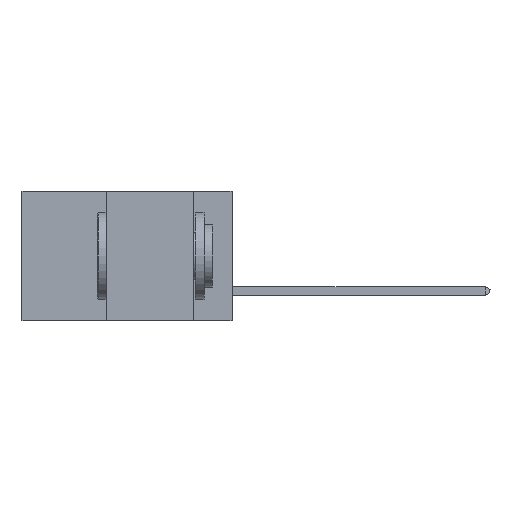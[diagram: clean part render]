
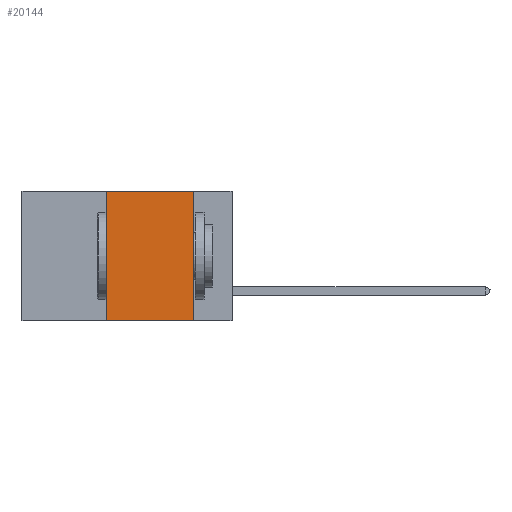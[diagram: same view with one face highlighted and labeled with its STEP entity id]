
A CAD part, left-side view. The second image highlights one B-rep face of the part: STEP entity #20144.
In plain terms, the highlighted planar face has unit normal (-1, 0, 0).
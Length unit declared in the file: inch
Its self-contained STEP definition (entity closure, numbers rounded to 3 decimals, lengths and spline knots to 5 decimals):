
#446 = DIRECTION ( 'NONE',  ( 0., 0., 1. ) ) ;
#1028 = LINE ( 'NONE', #18527, #37322 ) ;
#1693 = CARTESIAN_POINT ( 'NONE',  ( 0., 0.11, -0.37 ) ) ;
#3730 = ORIENTED_EDGE ( 'NONE', *, *, #28518, .T. ) ;
#4556 = CARTESIAN_POINT ( 'NONE',  ( 0., 0.6, -0.37 ) ) ;
#4929 = PLANE ( 'NONE',  #17546 ) ;
#6175 = EDGE_CURVE ( 'NONE', #30341, #23502, #31205, .T. ) ;
#6317 = FACE_OUTER_BOUND ( 'NONE', #7820, .T. ) ;
#7820 = EDGE_LOOP ( 'NONE', ( #17666, #33415, #24609, #3730 ) ) ;
#7878 = CARTESIAN_POINT ( 'NONE',  ( 0., 0.36, -0.37 ) ) ;
#10459 = VERTEX_POINT ( 'NONE', #26760 ) ;
#13193 = CARTESIAN_POINT ( 'NONE',  ( 0., 0.11, 0. ) ) ;
#13329 = DIRECTION ( 'NONE',  ( 0., 0., -1. ) ) ;
#14025 = DIRECTION ( 'NONE',  ( 1., 0., 0. ) ) ;
#14762 = LINE ( 'NONE', #25743, #38822 ) ;
#16516 = EDGE_CURVE ( 'NONE', #31928, #10459, #1028, .T. ) ;
#16693 = DIRECTION ( 'NONE',  ( 0., -1., 0. ) ) ;
#17546 = AXIS2_PLACEMENT_3D ( 'NONE', #29026, #14025, #20347 ) ;
#17666 = ORIENTED_EDGE ( 'NONE', *, *, #6175, .F. ) ;
#18527 = CARTESIAN_POINT ( 'NONE',  ( 0., 0.36, 0. ) ) ;
#18836 = CARTESIAN_POINT ( 'NONE',  ( 0., 0.11, 0. ) ) ;
#20058 = VECTOR ( 'NONE', #16693, 39.37008 ) ;
#20144 = ADVANCED_FACE ( 'NONE', ( #6317 ), #4929, .F. ) ;
#20347 = DIRECTION ( 'NONE',  ( 0., 0., -1. ) ) ;
#23502 = VERTEX_POINT ( 'NONE', #1693 ) ;
#24609 = ORIENTED_EDGE ( 'NONE', *, *, #16516, .F. ) ;
#25743 = CARTESIAN_POINT ( 'NONE',  ( 0., 0.6, 0. ) ) ;
#26760 = CARTESIAN_POINT ( 'NONE',  ( 0., 0.36, 0. ) ) ;
#28518 = EDGE_CURVE ( 'NONE', #31928, #23502, #34136, .T. ) ;
#29026 = CARTESIAN_POINT ( 'NONE',  ( 0., 0.6, 0. ) ) ;
#29909 = EDGE_CURVE ( 'NONE', #10459, #30341, #14762, .T. ) ;
#30341 = VERTEX_POINT ( 'NONE', #18836 ) ;
#31205 = LINE ( 'NONE', #13193, #35962 ) ;
#31928 = VERTEX_POINT ( 'NONE', #7878 ) ;
#33415 = ORIENTED_EDGE ( 'NONE', *, *, #29909, .F. ) ;
#34136 = LINE ( 'NONE', #4556, #20058 ) ;
#35962 = VECTOR ( 'NONE', #13329, 39.37008 ) ;
#37322 = VECTOR ( 'NONE', #446, 39.37008 ) ;
#37465 = DIRECTION ( 'NONE',  ( 0., -1., 0. ) ) ;
#38822 = VECTOR ( 'NONE', #37465, 39.37008 ) ;
